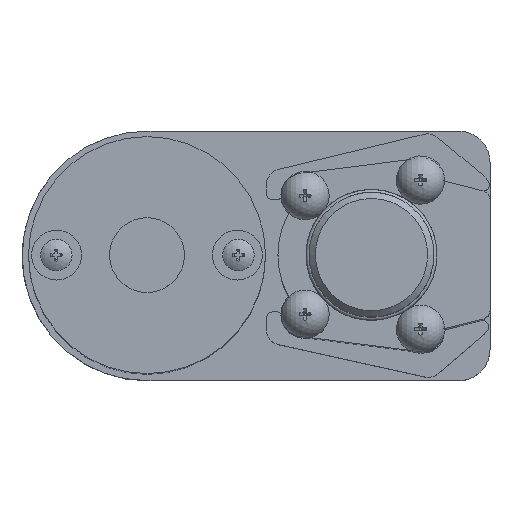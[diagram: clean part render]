
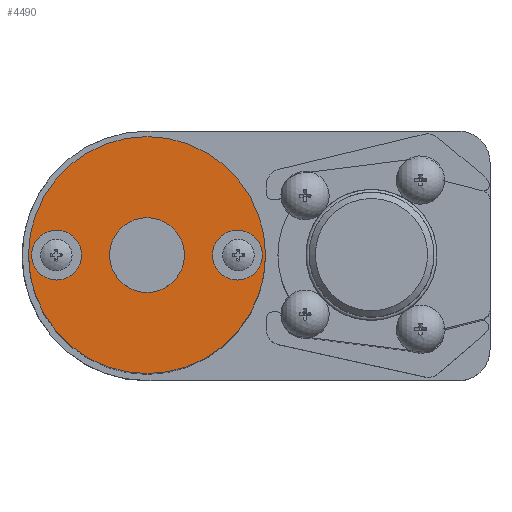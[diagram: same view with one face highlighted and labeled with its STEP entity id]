
A CAD part, top view. The second image highlights one B-rep face of the part: STEP entity #4490.
In plain terms, the highlighted planar face has unit normal (0, 0, 1).
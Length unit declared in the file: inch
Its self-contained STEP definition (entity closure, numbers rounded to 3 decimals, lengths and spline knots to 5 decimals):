
#69=FACE_BOUND('',#849,.T.);
#70=FACE_BOUND('',#850,.T.);
#71=FACE_BOUND('',#851,.T.);
#317=CIRCLE('',#4897,0.15748);
#318=CIRCLE('',#4898,0.15748);
#321=CIRCLE('',#4902,0.23622);
#322=CIRCLE('',#4903,0.23622);
#325=CIRCLE('',#4907,0.15748);
#326=CIRCLE('',#4908,0.15748);
#328=CIRCLE('',#4911,0.74803);
#329=CIRCLE('',#4912,0.74803);
#587=FACE_OUTER_BOUND('',#848,.T.);
#848=EDGE_LOOP('',(#3352,#3353));
#849=EDGE_LOOP('',(#3354,#3355));
#850=EDGE_LOOP('',(#3356,#3357));
#851=EDGE_LOOP('',(#3358,#3359));
#1884=VERTEX_POINT('',#9471);
#1885=VERTEX_POINT('',#9473);
#1888=VERTEX_POINT('',#9481);
#1889=VERTEX_POINT('',#9483);
#1892=VERTEX_POINT('',#9491);
#1893=VERTEX_POINT('',#9493);
#1894=VERTEX_POINT('',#9498);
#1895=VERTEX_POINT('',#9499);
#2429=EDGE_CURVE('',#1885,#1884,#317,.T.);
#2430=EDGE_CURVE('',#1884,#1885,#318,.T.);
#2434=EDGE_CURVE('',#1889,#1888,#321,.T.);
#2435=EDGE_CURVE('',#1888,#1889,#322,.T.);
#2439=EDGE_CURVE('',#1893,#1892,#325,.T.);
#2440=EDGE_CURVE('',#1892,#1893,#326,.T.);
#2442=EDGE_CURVE('',#1894,#1895,#328,.T.);
#2443=EDGE_CURVE('',#1895,#1894,#329,.T.);
#3352=ORIENTED_EDGE('',*,*,#2442,.F.);
#3353=ORIENTED_EDGE('',*,*,#2443,.F.);
#3354=ORIENTED_EDGE('',*,*,#2429,.T.);
#3355=ORIENTED_EDGE('',*,*,#2430,.T.);
#3356=ORIENTED_EDGE('',*,*,#2434,.T.);
#3357=ORIENTED_EDGE('',*,*,#2435,.T.);
#3358=ORIENTED_EDGE('',*,*,#2439,.T.);
#3359=ORIENTED_EDGE('',*,*,#2440,.T.);
#4293=PLANE('',#4910);
#4490=ADVANCED_FACE('',(#587,#69,#70,#71),#4293,.T.);
#4897=AXIS2_PLACEMENT_3D('',#9474,#5775,#5776);
#4898=AXIS2_PLACEMENT_3D('',#9475,#5777,#5778);
#4902=AXIS2_PLACEMENT_3D('',#9484,#5786,#5787);
#4903=AXIS2_PLACEMENT_3D('',#9485,#5788,#5789);
#4907=AXIS2_PLACEMENT_3D('',#9494,#5797,#5798);
#4908=AXIS2_PLACEMENT_3D('',#9495,#5799,#5800);
#4910=AXIS2_PLACEMENT_3D('',#9497,#5803,#5804);
#4911=AXIS2_PLACEMENT_3D('',#9500,#5805,#5806);
#4912=AXIS2_PLACEMENT_3D('',#9501,#5807,#5808);
#5775=DIRECTION('center_axis',(0.,0.,-1.));
#5776=DIRECTION('ref_axis',(1.,0.,0.));
#5777=DIRECTION('center_axis',(0.,0.,-1.));
#5778=DIRECTION('ref_axis',(1.,0.,0.));
#5786=DIRECTION('center_axis',(0.,0.,-1.));
#5787=DIRECTION('ref_axis',(1.,0.,0.));
#5788=DIRECTION('center_axis',(0.,0.,-1.));
#5789=DIRECTION('ref_axis',(1.,0.,0.));
#5797=DIRECTION('center_axis',(0.,0.,-1.));
#5798=DIRECTION('ref_axis',(1.,0.,0.));
#5799=DIRECTION('center_axis',(0.,0.,-1.));
#5800=DIRECTION('ref_axis',(1.,0.,0.));
#5803=DIRECTION('center_axis',(0.,0.,1.));
#5804=DIRECTION('ref_axis',(1.,0.,0.));
#5805=DIRECTION('center_axis',(0.,0.,-1.));
#5806=DIRECTION('ref_axis',(1.,0.,0.));
#5807=DIRECTION('center_axis',(0.,0.,-1.));
#5808=DIRECTION('ref_axis',(1.,0.,0.));
#9471=CARTESIAN_POINT('',(-0.72835,0.,2.79331));
#9473=CARTESIAN_POINT('',(-0.41339,0.,2.79331));
#9474=CARTESIAN_POINT('Origin',(-0.57087,0.,2.79331));
#9475=CARTESIAN_POINT('Origin',(-0.57087,0.,2.79331));
#9481=CARTESIAN_POINT('',(-0.23622,0.,2.79331));
#9483=CARTESIAN_POINT('',(0.23622,0.,2.79331));
#9484=CARTESIAN_POINT('Origin',(0.,0.,2.79331));
#9485=CARTESIAN_POINT('Origin',(0.,0.,2.79331));
#9491=CARTESIAN_POINT('',(0.41339,0.,2.79331));
#9493=CARTESIAN_POINT('',(0.72835,0.,2.79331));
#9494=CARTESIAN_POINT('Origin',(0.57087,0.,2.79331));
#9495=CARTESIAN_POINT('Origin',(0.57087,0.,2.79331));
#9497=CARTESIAN_POINT('Origin',(0.,0.,2.79331));
#9498=CARTESIAN_POINT('',(0.74803,0.,2.79331));
#9499=CARTESIAN_POINT('',(-0.74803,0.,2.79331));
#9500=CARTESIAN_POINT('Origin',(0.,0.,2.79331));
#9501=CARTESIAN_POINT('Origin',(0.,0.,2.79331));
